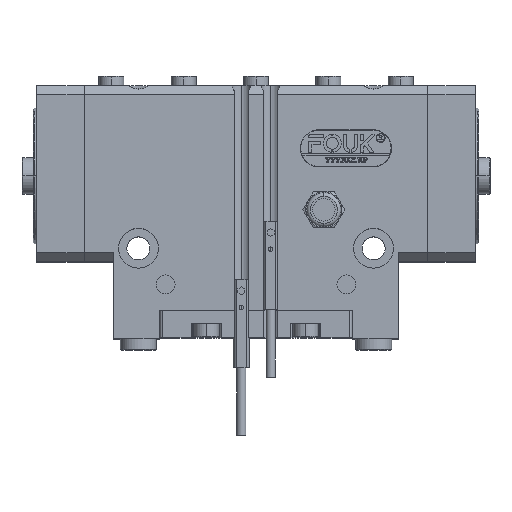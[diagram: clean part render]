
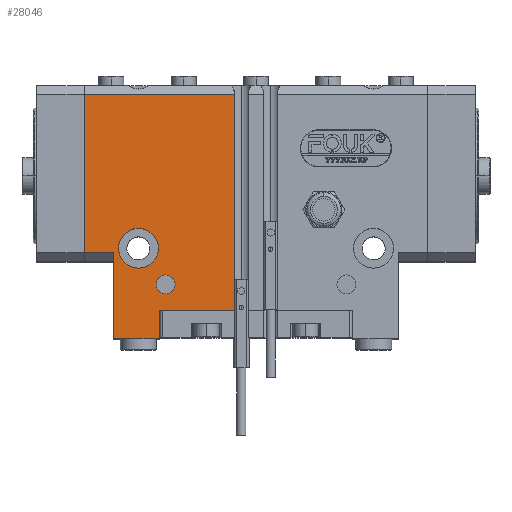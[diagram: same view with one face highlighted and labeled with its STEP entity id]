
A CAD part, top view. The second image highlights one B-rep face of the part: STEP entity #28046.
In plain terms, the highlighted planar face has unit normal (0, 0, 1).
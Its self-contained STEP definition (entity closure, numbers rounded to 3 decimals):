
#394 = DIRECTION ( 'NONE',  ( 0., 0., 1. ) ) ;
#396 = LINE ( 'NONE', #13715, #32885 ) ;
#667 = CARTESIAN_POINT ( 'NONE',  ( -26., 20., 21.05 ) ) ;
#991 = EDGE_CURVE ( 'NONE', #31671, #19303, #27240, .T. ) ;
#1077 = DIRECTION ( 'NONE',  ( 0., -1., 0. ) ) ;
#1307 = EDGE_CURVE ( 'NONE', #31862, #17166, #29643, .T. ) ;
#1342 = ORIENTED_EDGE ( 'NONE', *, *, #13290, .F. ) ;
#1459 = DIRECTION ( 'NONE',  ( 0., 0., 1. ) ) ;
#1486 = CARTESIAN_POINT ( 'NONE',  ( -38., 19., 21.05 ) ) ;
#1544 = LINE ( 'NONE', #30337, #31114 ) ;
#2450 = CIRCLE ( 'NONE', #16987, 2.1 ) ;
#2536 = EDGE_CURVE ( 'NONE', #17166, #4735, #11002, .T. ) ;
#2725 = AXIS2_PLACEMENT_3D ( 'NONE', #26444, #35160, #22999 ) ;
#3489 = CARTESIAN_POINT ( 'NONE',  ( -38., 56., 21.05 ) ) ;
#3578 = PLANE ( 'NONE',  #11435 ) ;
#3846 = CARTESIAN_POINT ( 'NONE',  ( -21.4, 6.2, 21.05 ) ) ;
#3950 = DIRECTION ( 'NONE',  ( 0., -1., 0. ) ) ;
#4181 = VERTEX_POINT ( 'NONE', #22536 ) ;
#4665 = LINE ( 'NONE', #30530, #25615 ) ;
#4735 = VERTEX_POINT ( 'NONE', #3846 ) ;
#5710 = CARTESIAN_POINT ( 'NONE',  ( -21.4, 6.2, 21.05 ) ) ;
#6006 = VECTOR ( 'NONE', #3950, 1000. ) ;
#6033 = ORIENTED_EDGE ( 'NONE', *, *, #991, .F. ) ;
#6110 = DIRECTION ( 'NONE',  ( -1., 0., 0. ) ) ;
#6289 = CARTESIAN_POINT ( 'NONE',  ( -38., 56., 21.05 ) ) ;
#6922 = VERTEX_POINT ( 'NONE', #14720 ) ;
#7373 = VECTOR ( 'NONE', #32652, 1000. ) ;
#8047 = CARTESIAN_POINT ( 'NONE',  ( -30.4, 20., 21.05 ) ) ;
#8416 = VERTEX_POINT ( 'NONE', #28933 ) ;
#10622 = AXIS2_PLACEMENT_3D ( 'NONE', #34963, #1459, #13724 ) ;
#11002 = LINE ( 'NONE', #5710, #18167 ) ;
#11435 = AXIS2_PLACEMENT_3D ( 'NONE', #6289, #27569, #30899 ) ;
#11844 = EDGE_CURVE ( 'NONE', #35045, #4181, #396, .T. ) ;
#12136 = DIRECTION ( 'NONE',  ( 1., 0., 0. ) ) ;
#12149 = ORIENTED_EDGE ( 'NONE', *, *, #19542, .F. ) ;
#12257 = ORIENTED_EDGE ( 'NONE', *, *, #32836, .T. ) ;
#12799 = EDGE_CURVE ( 'NONE', #31453, #35045, #27047, .T. ) ;
#12883 = CARTESIAN_POINT ( 'NONE',  ( -38., 54., 21.05 ) ) ;
#13029 = ORIENTED_EDGE ( 'NONE', *, *, #12799, .T. ) ;
#13290 = EDGE_CURVE ( 'NONE', #19303, #31671, #2450, .T. ) ;
#13715 = CARTESIAN_POINT ( 'NONE',  ( -31.5, 19., 21.05 ) ) ;
#13724 = DIRECTION ( 'NONE',  ( 1., 0., 0. ) ) ;
#14521 = ORIENTED_EDGE ( 'NONE', *, *, #2536, .F. ) ;
#14720 = CARTESIAN_POINT ( 'NONE',  ( -21.6, 20., 21.05 ) ) ;
#16948 = ORIENTED_EDGE ( 'NONE', *, *, #38587, .T. ) ;
#16987 = AXIS2_PLACEMENT_3D ( 'NONE', #37747, #22778, #22650 ) ;
#17166 = VERTEX_POINT ( 'NONE', #21913 ) ;
#17415 = LINE ( 'NONE', #22059, #6006 ) ;
#17708 = EDGE_CURVE ( 'NONE', #6922, #26916, #21594, .T. ) ;
#17890 = FACE_BOUND ( 'NONE', #20528, .T. ) ;
#18167 = VECTOR ( 'NONE', #39286, 1000. ) ;
#18909 = CIRCLE ( 'NONE', #2725, 4.4 ) ;
#19303 = VERTEX_POINT ( 'NONE', #38719 ) ;
#19542 = EDGE_CURVE ( 'NONE', #4735, #8416, #17415, .T. ) ;
#19735 = LINE ( 'NONE', #32520, #7373 ) ;
#19868 = DIRECTION ( 'NONE',  ( 1., 0., 0. ) ) ;
#20528 = EDGE_LOOP ( 'NONE', ( #1342, #6033 ) ) ;
#21210 = EDGE_CURVE ( 'NONE', #4181, #32047, #19735, .T. ) ;
#21594 = CIRCLE ( 'NONE', #35010, 4.4 ) ;
#21913 = CARTESIAN_POINT ( 'NONE',  ( -4.8, 6.2, 21.05 ) ) ;
#22059 = CARTESIAN_POINT ( 'NONE',  ( -21.4, 6.2, 21.05 ) ) ;
#22536 = CARTESIAN_POINT ( 'NONE',  ( -31.5, 19., 21.05 ) ) ;
#22650 = DIRECTION ( 'NONE',  ( 1., 0., 0. ) ) ;
#22778 = DIRECTION ( 'NONE',  ( 0., 0., 1. ) ) ;
#22999 = DIRECTION ( 'NONE',  ( 1., 0., 0. ) ) ;
#24085 = FACE_BOUND ( 'NONE', #25388, .T. ) ;
#25074 = ORIENTED_EDGE ( 'NONE', *, *, #1307, .F. ) ;
#25388 = EDGE_LOOP ( 'NONE', ( #34222, #32891 ) ) ;
#25615 = VECTOR ( 'NONE', #12136, 1000. ) ;
#26444 = CARTESIAN_POINT ( 'NONE',  ( -26., 20., 21.05 ) ) ;
#26916 = VERTEX_POINT ( 'NONE', #8047 ) ;
#27047 = LINE ( 'NONE', #3489, #28475 ) ;
#27240 = CIRCLE ( 'NONE', #10622, 2.1 ) ;
#27569 = DIRECTION ( 'NONE',  ( 0., 0., -1. ) ) ;
#27811 = CARTESIAN_POINT ( 'NONE',  ( -4.8, 61.2, 21.05 ) ) ;
#28046 = ADVANCED_FACE ( 'NONE', ( #24085, #17890, #36048 ), #3578, .F. ) ;
#28475 = VECTOR ( 'NONE', #1077, 1000. ) ;
#28933 = CARTESIAN_POINT ( 'NONE',  ( -21.4, 0., 21.05 ) ) ;
#29262 = ORIENTED_EDGE ( 'NONE', *, *, #11844, .T. ) ;
#29643 = LINE ( 'NONE', #27811, #37779 ) ;
#30337 = CARTESIAN_POINT ( 'NONE',  ( -38., 54., 21.05 ) ) ;
#30401 = ORIENTED_EDGE ( 'NONE', *, *, #21210, .T. ) ;
#30492 = DIRECTION ( 'NONE',  ( 0., -1., 0. ) ) ;
#30530 = CARTESIAN_POINT ( 'NONE',  ( -38., 0., 21.05 ) ) ;
#30807 = DIRECTION ( 'NONE',  ( 1., 0., 0. ) ) ;
#30899 = DIRECTION ( 'NONE',  ( -1., 0., 0. ) ) ;
#31114 = VECTOR ( 'NONE', #6110, 1000. ) ;
#31453 = VERTEX_POINT ( 'NONE', #12883 ) ;
#31671 = VERTEX_POINT ( 'NONE', #35302 ) ;
#31862 = VERTEX_POINT ( 'NONE', #37282 ) ;
#32047 = VERTEX_POINT ( 'NONE', #38735 ) ;
#32520 = CARTESIAN_POINT ( 'NONE',  ( -31.5, 17., 21.05 ) ) ;
#32652 = DIRECTION ( 'NONE',  ( 0., -1., 0. ) ) ;
#32836 = EDGE_CURVE ( 'NONE', #31862, #31453, #1544, .T. ) ;
#32885 = VECTOR ( 'NONE', #19868, 1000. ) ;
#32891 = ORIENTED_EDGE ( 'NONE', *, *, #38790, .F. ) ;
#34222 = ORIENTED_EDGE ( 'NONE', *, *, #17708, .F. ) ;
#34963 = CARTESIAN_POINT ( 'NONE',  ( -20., 12., 21.05 ) ) ;
#35010 = AXIS2_PLACEMENT_3D ( 'NONE', #667, #394, #30807 ) ;
#35045 = VERTEX_POINT ( 'NONE', #1486 ) ;
#35160 = DIRECTION ( 'NONE',  ( 0., 0., 1. ) ) ;
#35302 = CARTESIAN_POINT ( 'NONE',  ( -22.1, 12., 21.05 ) ) ;
#36048 = FACE_OUTER_BOUND ( 'NONE', #38808, .T. ) ;
#37282 = CARTESIAN_POINT ( 'NONE',  ( -4.8, 54., 21.05 ) ) ;
#37747 = CARTESIAN_POINT ( 'NONE',  ( -20., 12., 21.05 ) ) ;
#37779 = VECTOR ( 'NONE', #30492, 1000. ) ;
#38587 = EDGE_CURVE ( 'NONE', #32047, #8416, #4665, .T. ) ;
#38719 = CARTESIAN_POINT ( 'NONE',  ( -17.9, 12., 21.05 ) ) ;
#38735 = CARTESIAN_POINT ( 'NONE',  ( -31.5, 0., 21.05 ) ) ;
#38790 = EDGE_CURVE ( 'NONE', #26916, #6922, #18909, .T. ) ;
#38808 = EDGE_LOOP ( 'NONE', ( #13029, #29262, #30401, #16948, #12149, #14521, #25074, #12257 ) ) ;
#39286 = DIRECTION ( 'NONE',  ( -1., 0., 0. ) ) ;
